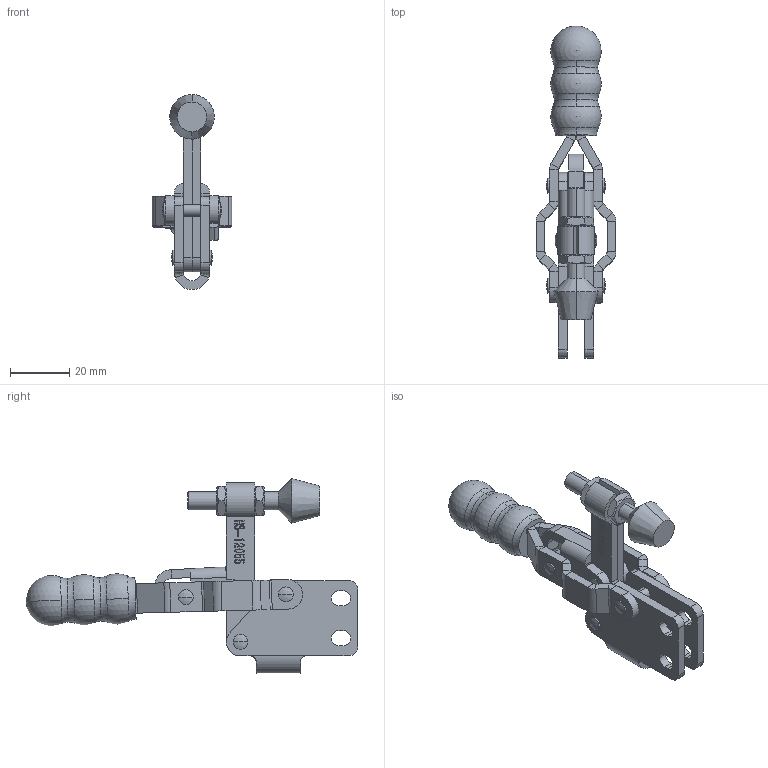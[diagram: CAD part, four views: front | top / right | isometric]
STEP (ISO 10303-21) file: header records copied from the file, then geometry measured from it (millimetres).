
FILE_DESCRIPTION (( 'STEP AP203' ), '1' );
FILE_NAME ('HS-12055.STEP', '2019-10-12T03:34:20', ( '微软用户' ), ( '微软中国' ), 'SwSTEP 2.0', 'SolidWorks 2012', '' );
FILE_SCHEMA (( 'CONFIG_CONTROL_DESIGN' ));
Length unit declared in the file: millimetre
Products named in the file (11): HS-12055; 酗种; 傻种; hex thin nuts-grades ab-chamfered gb_GB_FASTENER_NUT_STNAB M6-N; hexagon head bolts-full thread gb_GB_FASTENER_BOLT_STBAB A M6X40-C; 埴陑揤參; 揤輸; 忒梟; 忒參; 蟀裝; 眻菁釱
Assembly tree (15 placements, depth 2):
  HS-12055
    眻菁釱
    蟀裝
    忒參
    忒梟  x2
    揤輸
    埴陑揤參  x2
    hexagon head bolts-full thread gb_GB_FASTENER_BOLT_STBAB A M6X40-C
    hex thin nuts-grades ab-chamfered gb_GB_FASTENER_NUT_STNAB M6-N  x2
    傻种  x2
    酗种  x2
Bounding box: 27 x 112.16 x 65.89 mm (x, y, z)
Volume: 25614.4 mm3; surface area: 21728.5 mm2
Topology: 15 solids, 15 shells, 753 faces, 1946 edges, 1246 vertices
Faces by surface type: plane 387, bspline 158, cylinder 146, cone 30, sphere 22, torus 10
Entity records: 19112 total; most frequent: CARTESIAN_POINT 6869, ORIENTED_EDGE 2370, DIRECTION 2089, EDGE_CURVE 1185, VERTEX_POINT 757, AXIS2_PLACEMENT_3D 697, LINE 695, VECTOR 695
